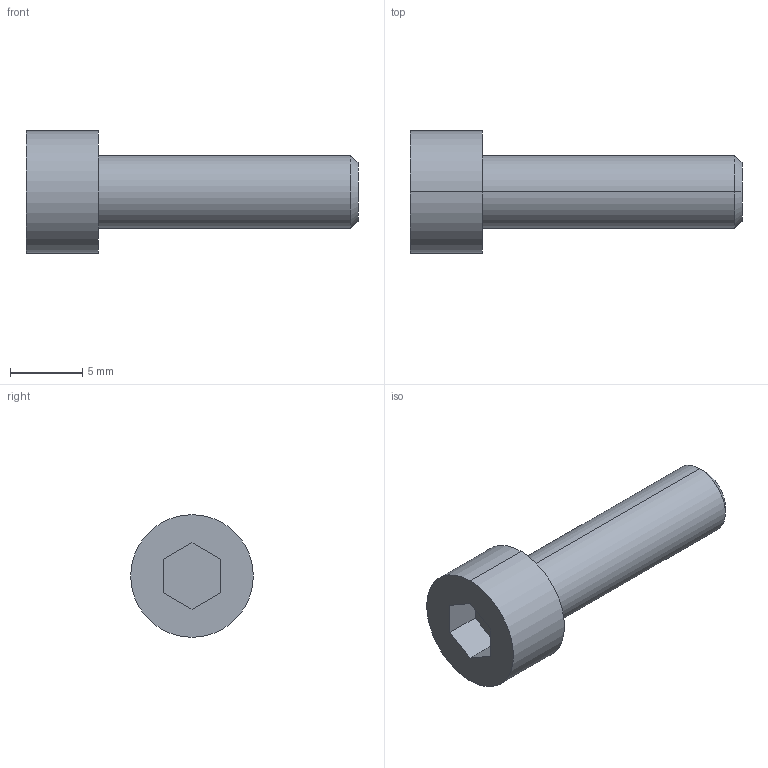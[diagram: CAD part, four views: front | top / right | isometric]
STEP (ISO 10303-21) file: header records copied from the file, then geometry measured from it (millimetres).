
FILE_DESCRIPTION (( 'STEP AP214' ), '1' );
FILE_NAME ('7250335', '2019-02-01T14:19:26', ( '' ), ('JUGARD+KÜNSTNER GmbH'), 'SwSTEP 2.0', 'SolidWorks 2017', '' );
FILE_SCHEMA (( 'AUTOMOTIVE_DESIGN' ));
Length unit declared in the file: millimetre
Products named in the file (1): 7250335_CNAJF00
Bounding box: 23 x 8.5 x 8.5 mm (x, y, z)
Volume: 600.7 mm3; surface area: 559.6 mm2
Topology: 1 solids, 1 shells, 16 faces, 34 edges, 22 vertices
Faces by surface type: plane 10, cylinder 4, cone 2
Entity records: 466 total; most frequent: DIRECTION 78, CARTESIAN_POINT 73, ORIENTED_EDGE 68, EDGE_CURVE 34, AXIS2_PLACEMENT_3D 27, LINE 24, VECTOR 24, VERTEX_POINT 22
